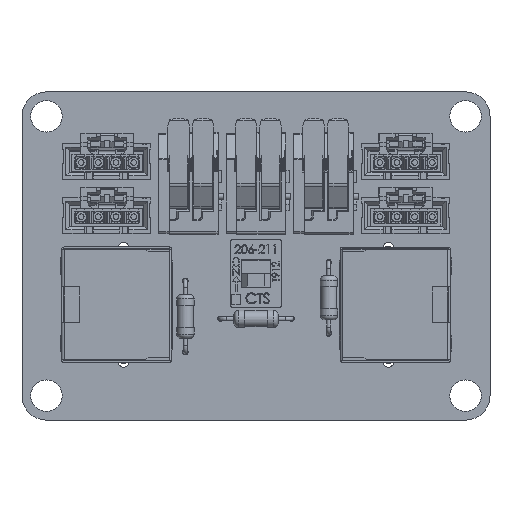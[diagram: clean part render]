
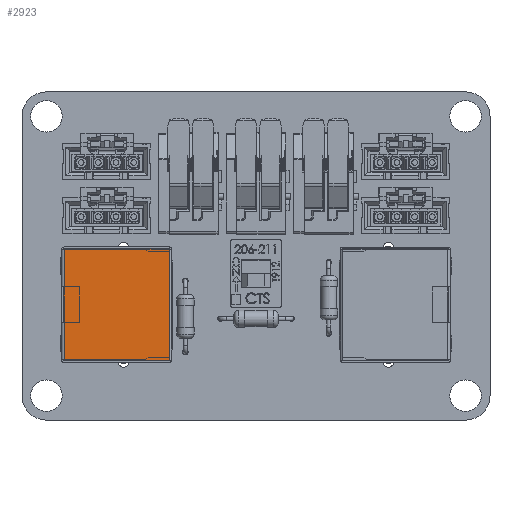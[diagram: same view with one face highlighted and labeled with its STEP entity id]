
A CAD part, top view. The second image highlights one B-rep face of the part: STEP entity #2923.
In plain terms, the highlighted face is planar.
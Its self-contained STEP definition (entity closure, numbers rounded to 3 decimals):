
#1438 = VERTEX_POINT('',#1439);
#1439 = CARTESIAN_POINT('',(-2.55,13.208,5.111));
#1446 = EDGE_CURVE('',#1447,#1438,#1449,.T.);
#1447 = VERTEX_POINT('',#1448);
#1448 = CARTESIAN_POINT('',(-7.843,13.208,5.111));
#1449 = LINE('',#1450,#1451);
#1450 = CARTESIAN_POINT('',(0.,13.208,5.111));
#1451 = VECTOR('',#1452,1.);
#1452 = DIRECTION('',(1.,0.,0.));
#2314 = VERTEX_POINT('',#2315);
#2315 = CARTESIAN_POINT('',(-7.934,13.208,-9.937));
#2330 = VERTEX_POINT('',#2331);
#2331 = CARTESIAN_POINT('',(-7.934,13.208,5.049));
#2337 = EDGE_CURVE('',#2314,#2330,#2338,.T.);
#2338 = LINE('',#2339,#2340);
#2339 = CARTESIAN_POINT('',(-7.934,13.208,0.));
#2340 = VECTOR('',#2341,1.);
#2341 = DIRECTION('',(0.,0.,1.));
#2361 = VERTEX_POINT('',#2362);
#2362 = CARTESIAN_POINT('',(-7.843,13.208,5.049));
#2368 = EDGE_CURVE('',#2330,#2361,#2369,.T.);
#2369 = LINE('',#2370,#2371);
#2370 = CARTESIAN_POINT('',(0.,13.208,5.049));
#2371 = VECTOR('',#2372,1.);
#2372 = DIRECTION('',(1.,0.,0.));
#2395 = EDGE_CURVE('',#2361,#1447,#2396,.T.);
#2396 = LINE('',#2397,#2398);
#2397 = CARTESIAN_POINT('',(-7.843,13.208,0.));
#2398 = VECTOR('',#2399,1.);
#2399 = DIRECTION('',(-0.,0.,1.));
#2764 = VERTEX_POINT('',#2765);
#2765 = CARTESIAN_POINT('',(7.843,13.208,5.111));
#2796 = VERTEX_POINT('',#2797);
#2797 = CARTESIAN_POINT('',(7.843,13.208,5.049));
#2803 = EDGE_CURVE('',#2764,#2796,#2804,.T.);
#2804 = LINE('',#2805,#2806);
#2805 = CARTESIAN_POINT('',(7.843,13.208,0.));
#2806 = VECTOR('',#2807,1.);
#2807 = DIRECTION('',(0.,0.,-1.));
#2827 = VERTEX_POINT('',#2828);
#2828 = CARTESIAN_POINT('',(7.934,13.208,5.049));
#2834 = EDGE_CURVE('',#2796,#2827,#2835,.T.);
#2835 = LINE('',#2836,#2837);
#2836 = CARTESIAN_POINT('',(0.,13.208,5.049));
#2837 = VECTOR('',#2838,1.);
#2838 = DIRECTION('',(1.,0.,0.));
#2858 = VERTEX_POINT('',#2859);
#2859 = CARTESIAN_POINT('',(7.934,13.208,-9.937));
#2865 = EDGE_CURVE('',#2827,#2858,#2866,.T.);
#2866 = LINE('',#2867,#2868);
#2867 = CARTESIAN_POINT('',(7.934,13.208,0.));
#2868 = VECTOR('',#2869,1.);
#2869 = DIRECTION('',(0.,0.,-1.));
#2923 = ADVANCED_FACE('',(#2924),#2953,.F.);
#2924 = FACE_BOUND('',#2925,.T.);
#2925 = EDGE_LOOP('',(#2926,#2927,#2933,#2934,#2935,#2936,#2937,#2945,
    #2951,#2952));
#2926 = ORIENTED_EDGE('',*,*,#2865,.T.);
#2927 = ORIENTED_EDGE('',*,*,#2928,.T.);
#2928 = EDGE_CURVE('',#2858,#2314,#2929,.T.);
#2929 = LINE('',#2930,#2931);
#2930 = CARTESIAN_POINT('',(0.,13.208,-9.937));
#2931 = VECTOR('',#2932,1.);
#2932 = DIRECTION('',(-1.,0.,0.));
#2933 = ORIENTED_EDGE('',*,*,#2337,.T.);
#2934 = ORIENTED_EDGE('',*,*,#2368,.T.);
#2935 = ORIENTED_EDGE('',*,*,#2395,.T.);
#2936 = ORIENTED_EDGE('',*,*,#1446,.T.);
#2937 = ORIENTED_EDGE('',*,*,#2938,.F.);
#2938 = EDGE_CURVE('',#2939,#1438,#2941,.T.);
#2939 = VERTEX_POINT('',#2940);
#2940 = CARTESIAN_POINT('',(2.55,13.208,5.111));
#2941 = LINE('',#2942,#2943);
#2942 = CARTESIAN_POINT('',(2.55,13.208,5.111));
#2943 = VECTOR('',#2944,1.);
#2944 = DIRECTION('',(-1.,0.,0.));
#2945 = ORIENTED_EDGE('',*,*,#2946,.T.);
#2946 = EDGE_CURVE('',#2939,#2764,#2947,.T.);
#2947 = LINE('',#2948,#2949);
#2948 = CARTESIAN_POINT('',(0.,13.208,5.111));
#2949 = VECTOR('',#2950,1.);
#2950 = DIRECTION('',(1.,0.,0.));
#2951 = ORIENTED_EDGE('',*,*,#2803,.T.);
#2952 = ORIENTED_EDGE('',*,*,#2834,.T.);
#2953 = PLANE('',#2954);
#2954 = AXIS2_PLACEMENT_3D('',#2955,#2956,#2957);
#2955 = CARTESIAN_POINT('',(0.,13.208,0.));
#2956 = DIRECTION('',(0.,-1.,0.));
#2957 = DIRECTION('',(0.,-0.,-1.));
